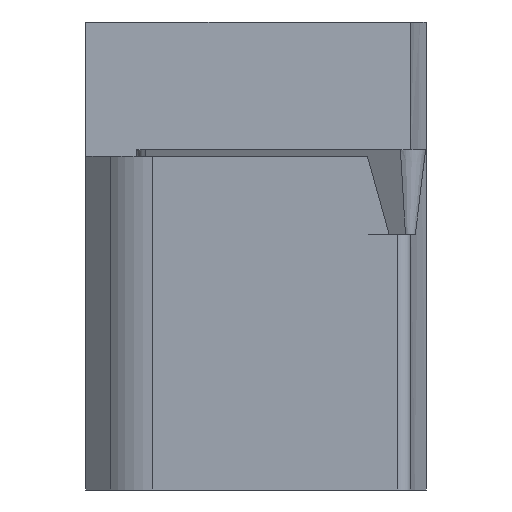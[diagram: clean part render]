
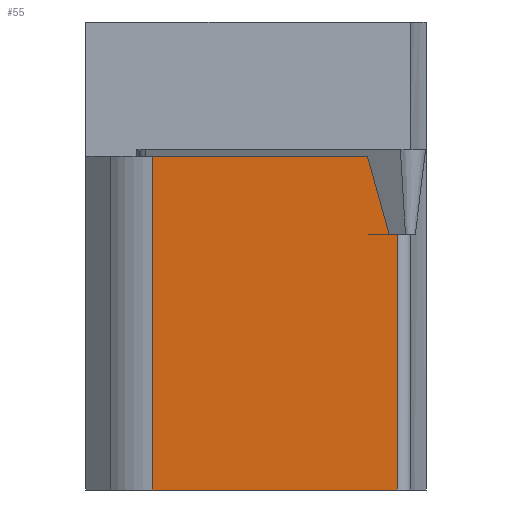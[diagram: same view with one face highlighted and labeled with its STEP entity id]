
A CAD part, left-side view. The second image highlights one B-rep face of the part: STEP entity #55.
In plain terms, the highlighted planar face has unit normal (-0.999, 0.052, 0).
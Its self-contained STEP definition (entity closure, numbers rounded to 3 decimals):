
#55=ADVANCED_FACE('',(#101),#79,.F.);
#79=PLANE('',#520);
#101=FACE_OUTER_BOUND('',#127,.T.);
#127=EDGE_LOOP('',(#187,#188,#189,#190,#191,#192));
#187=ORIENTED_EDGE('',*,*,#360,.F.);
#188=ORIENTED_EDGE('',*,*,#339,.F.);
#189=ORIENTED_EDGE('',*,*,#361,.F.);
#190=ORIENTED_EDGE('',*,*,#362,.F.);
#191=ORIENTED_EDGE('',*,*,#358,.T.);
#192=ORIENTED_EDGE('',*,*,#363,.F.);
#295=VERTEX_POINT('',#686);
#296=VERTEX_POINT('',#687);
#311=VERTEX_POINT('',#723);
#312=VERTEX_POINT('',#725);
#313=VERTEX_POINT('',#729);
#314=VERTEX_POINT('',#731);
#339=EDGE_CURVE('',#295,#296,#405,.T.);
#358=EDGE_CURVE('',#312,#311,#417,.T.);
#360=EDGE_CURVE('',#296,#313,#418,.T.);
#361=EDGE_CURVE('',#314,#295,#419,.T.);
#362=EDGE_CURVE('',#312,#314,#420,.T.);
#363=EDGE_CURVE('',#313,#311,#421,.T.);
#405=LINE('',#685,#456);
#417=LINE('',#724,#468);
#418=LINE('',#728,#469);
#419=LINE('',#730,#470);
#420=LINE('',#732,#471);
#421=LINE('',#733,#472);
#456=VECTOR('',#551,1.);
#468=VECTOR('',#583,1.);
#469=VECTOR('',#588,1.);
#470=VECTOR('',#589,1.);
#471=VECTOR('',#590,1.);
#472=VECTOR('',#591,1.);
#520=AXIS2_PLACEMENT_3D('',#734,#592,#593);
#551=DIRECTION('',(-0.052,-0.999,0.));
#583=DIRECTION('',(0.,0.,1.));
#588=DIRECTION('',(-0.014,-0.269,-0.963));
#589=DIRECTION('',(0.,0.,1.));
#590=DIRECTION('',(0.052,0.999,0.));
#591=DIRECTION('',(-0.052,-0.999,0.));
#592=DIRECTION('',(0.999,-0.052,0.));
#593=DIRECTION('',(0.052,0.999,0.));
#685=CARTESIAN_POINT('',(1.5,-14.644,-0.3));
#686=CARTESIAN_POINT('',(2.104,-3.126,-0.3));
#687=CARTESIAN_POINT('',(1.574,-13.237,-0.3));
#723=CARTESIAN_POINT('',(1.5,-14.644,-3.97));
#724=CARTESIAN_POINT('',(1.5,-14.644,-30.));
#725=CARTESIAN_POINT('',(1.5,-14.644,-16.));
#728=CARTESIAN_POINT('',(1.165,-21.042,-28.206));
#729=CARTESIAN_POINT('',(1.52,-14.263,-3.97));
#730=CARTESIAN_POINT('',(2.104,-3.126,-30.));
#731=CARTESIAN_POINT('',(2.104,-3.126,-16.));
#732=CARTESIAN_POINT('',(1.5,-14.644,-16.));
#733=CARTESIAN_POINT('',(1.5,-14.644,-3.97));
#734=CARTESIAN_POINT('',(1.5,-14.644,-30.));
